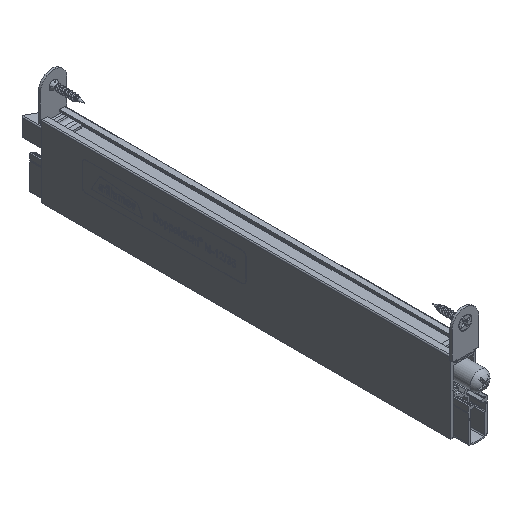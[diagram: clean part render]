
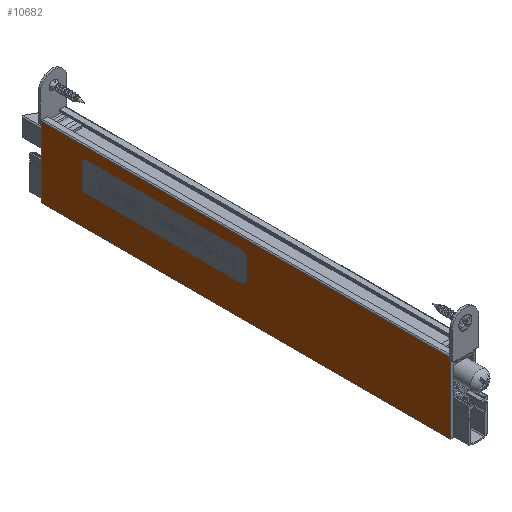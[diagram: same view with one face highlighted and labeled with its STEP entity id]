
A CAD part, isometric view. The second image highlights one B-rep face of the part: STEP entity #10682.
In plain terms, the highlighted planar face has unit normal (-1, 0, 0).
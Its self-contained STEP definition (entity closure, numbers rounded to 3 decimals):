
#649=PLANE('',#11650);
#1113=LINE('',#15212,#2091);
#1114=LINE('',#15214,#2092);
#1115=LINE('',#15216,#2093);
#1116=LINE('',#15218,#2094);
#2091=VECTOR('',#12571,1000.);
#2092=VECTOR('',#12574,1000.);
#2093=VECTOR('',#12575,1000.);
#2094=VECTOR('',#12576,1000.);
#3103=ORIENTED_EDGE('',*,*,#6318,.F.);
#3104=ORIENTED_EDGE('',*,*,#6317,.F.);
#3105=ORIENTED_EDGE('',*,*,#6319,.T.);
#3106=ORIENTED_EDGE('',*,*,#6320,.T.);
#6317=EDGE_CURVE('',#7913,#7912,#1113,.T.);
#6318=EDGE_CURVE('',#7912,#7914,#1114,.T.);
#6319=EDGE_CURVE('',#7913,#7915,#1115,.T.);
#6320=EDGE_CURVE('',#7915,#7914,#1116,.T.);
#7912=VERTEX_POINT('',#15209);
#7913=VERTEX_POINT('',#15211);
#7914=VERTEX_POINT('',#15215);
#7915=VERTEX_POINT('',#15217);
#9176=EDGE_LOOP('',(#3103,#3104,#3105,#3106));
#9872=FACE_BOUND('',#9176,.T.);
#10682=ADVANCED_FACE('',(#9872),#649,.T.);
#11650=AXIS2_PLACEMENT_3D('',#15213,#12572,#12573);
#12571=DIRECTION('',(0.,-1.,0.));
#12572=DIRECTION('',(-1.,0.,0.));
#12573=DIRECTION('',(0.,0.,1.));
#12574=DIRECTION('',(0.,0.,-1.));
#12575=DIRECTION('',(0.,0.,-1.));
#12576=DIRECTION('',(0.,-1.,0.));
#15209=CARTESIAN_POINT('',(-6.,0.,21.733));
#15211=CARTESIAN_POINT('',(-6.,200.,21.733));
#15212=CARTESIAN_POINT('',(-6.,200.,21.733));
#15213=CARTESIAN_POINT('',(-6.,200.,21.733));
#15214=CARTESIAN_POINT('',(-6.,0.,21.733));
#15215=CARTESIAN_POINT('',(-6.,0.,-12.767));
#15216=CARTESIAN_POINT('',(-6.,200.,21.733));
#15217=CARTESIAN_POINT('',(-6.,200.,-12.767));
#15218=CARTESIAN_POINT('',(-6.,200.,-12.767));
